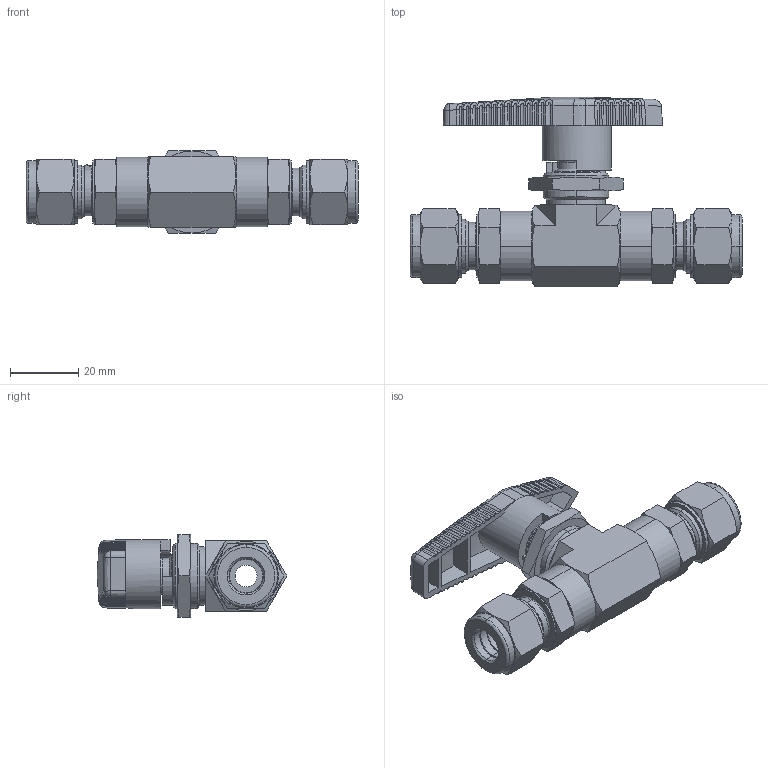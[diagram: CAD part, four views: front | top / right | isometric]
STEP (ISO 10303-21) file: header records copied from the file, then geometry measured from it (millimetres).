
FILE_DESCRIPTION(('FreeCAD Model'),'2;1');
FILE_NAME('Open CASCADE Shape Model','2025-12-09T09:58:39',('Author'),( ''),'Open CASCADE STEP processor 7.8','FreeCAD','Unknown');
FILE_SCHEMA(('AUTOMOTIVE_DESIGN { 1 0 10303 214 1 1 1 1 }'));
Length unit declared in the file: millimetre
Products named in the file (5): BVN9-2B-D-10M-PK-S002; BVN9-2B-D-10M-PK-S001; SOLID; COMPOUND; BVN9-2B-D-10M-PK-S
Assembly tree (4 placements, depth 3):
  BVN9-2B-D-10M-PK-S002
    BVN9-2B-D-10M-PK-S001
      SOLID
      COMPOUND
    BVN9-2B-D-10M-PK-S
Bounding box: 96.97 x 55.39 x 24 mm (x, y, z)
Volume: 37949.5 mm3; surface area: 19558.7 mm2
Topology: 2 solids, 2 shells, 591 faces, 1418 edges, 881 vertices
Faces by surface type: cylinder 194, plane 135, cone 108, bspline 102, torus 48, sphere 4
Full cylindrical faces by diameter (mm): 4.2 x1, 13.8 x1, 20.2 x1
Entity records: 23462 total; most frequent: CARTESIAN_POINT 10142, ORIENTED_EDGE 2830, DIRECTION 2730, EDGE_CURVE 1415, AXIS2_PLACEMENT_3D 1144, VERTEX_POINT 878, FACE_BOUND 645, EDGE_LOOP 645
